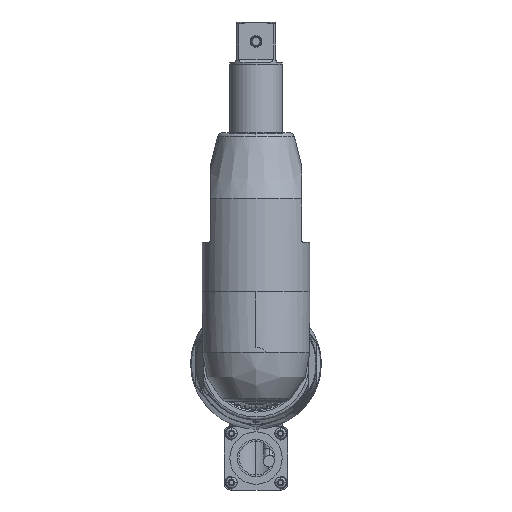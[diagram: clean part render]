
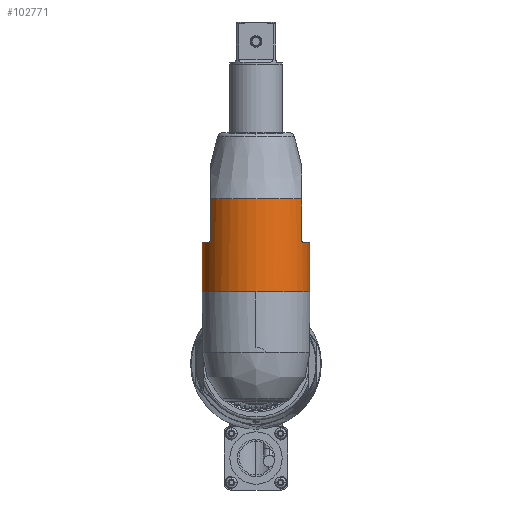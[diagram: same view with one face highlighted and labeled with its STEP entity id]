
A CAD part, left-side view. The second image highlights one B-rep face of the part: STEP entity #102771.
In plain terms, the highlighted cylindrical face has radius 26.162 mm (diameter 52.324 mm), a partial arc.
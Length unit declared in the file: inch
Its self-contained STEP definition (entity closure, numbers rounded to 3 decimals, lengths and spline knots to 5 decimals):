
#102365=DIRECTION('',(0.,0.,1.));
#102366=VECTOR('',#102365,0.801);
#102367=CARTESIAN_POINT('',(-18.78185,-0.8675,2.3505));
#102368=LINE('',#102367,#102366);
#102369=CARTESIAN_POINT('',(-18.78185,-0.8675,3.1515));
#102430=CARTESIAN_POINT('',(-18.23445,0.005,2.3205));
#102431=DIRECTION('',(0.,0.,1.));
#102432=DIRECTION('',(-0.482,-0.876,0.));
#102433=AXIS2_PLACEMENT_3D('',#102430,#102431,#102432);
#102435=DIRECTION('',(0.,0.,-1.));
#102436=VECTOR('',#102435,0.947);
#102437=CARTESIAN_POINT('',(-18.23445,-1.025,2.3205));
#102438=LINE('',#102437,#102436);
#102439=CARTESIAN_POINT('',(-18.23445,0.005,1.3735));
#102440=DIRECTION('',(0.,0.,-1.));
#102441=DIRECTION('',(0.,-1.,0.));
#102442=AXIS2_PLACEMENT_3D('',#102439,#102440,#102441);
#102444=DIRECTION('',(0.,0.,-1.));
#102445=VECTOR('',#102444,0.947);
#102446=CARTESIAN_POINT('',(-18.23445,1.035,2.3205));
#102447=LINE('',#102446,#102445);
#102448=CARTESIAN_POINT('',(-18.78185,0.8775,2.3505));
#102449=CARTESIAN_POINT('',(-18.78185,0.8775,2.34763));
#102450=CARTESIAN_POINT('',(-18.78055,0.87831,
2.34234));
#102451=CARTESIAN_POINT('',(-18.77614,0.88106,
2.33578));
#102452=CARTESIAN_POINT('',(-18.76981,0.88495,
2.33038));
#102453=CARTESIAN_POINT('',(-18.7623,0.88948,
2.32626));
#102454=CARTESIAN_POINT('',(-18.75323,0.89484,
2.32306));
#102455=CARTESIAN_POINT('',(-18.74273,0.90088,
2.321));
#102456=CARTESIAN_POINT('',(-18.73494,0.90524,2.3205));
#102457=CARTESIAN_POINT('',(-18.73083,0.9075,2.3205));
#102459=CARTESIAN_POINT('',(-18.23445,0.005,3.1515));
#102460=DIRECTION('',(0.,0.,-1.));
#102461=DIRECTION('',(-0.531,-0.847,0.));
#102462=AXIS2_PLACEMENT_3D('',#102459,#102460,#102461);
#102464=CARTESIAN_POINT('',(-18.73083,-0.8975,2.3205));
#102465=CARTESIAN_POINT('',(-18.73494,-0.89524,2.3205));
#102466=CARTESIAN_POINT('',(-18.74273,-0.89088,
2.321));
#102467=CARTESIAN_POINT('',(-18.75323,-0.88484,
2.32306));
#102468=CARTESIAN_POINT('',(-18.7623,-0.87948,
2.32626));
#102469=CARTESIAN_POINT('',(-18.76981,-0.87495,
2.33038));
#102470=CARTESIAN_POINT('',(-18.77614,-0.87106,
2.33578));
#102471=CARTESIAN_POINT('',(-18.78055,-0.86831,
2.34234));
#102472=CARTESIAN_POINT('',(-18.78185,-0.8675,2.34763));
#102473=CARTESIAN_POINT('',(-18.78185,-0.8675,2.3505));
#102480=CARTESIAN_POINT('',(-18.23445,0.005,2.3205));
#102481=DIRECTION('',(0.,0.,1.));
#102482=DIRECTION('',(0.,1.,0.));
#102483=AXIS2_PLACEMENT_3D('',#102480,#102481,#102482);
#102515=CARTESIAN_POINT('',(-18.78185,0.8775,3.1515));
#102517=DIRECTION('',(0.,0.,1.));
#102518=VECTOR('',#102517,0.801);
#102519=CARTESIAN_POINT('',(-18.78185,0.8775,2.3505));
#102520=LINE('',#102519,#102518);
#102582=CARTESIAN_POINT('',(-18.23445,-1.025,1.3735));
#102583=CARTESIAN_POINT('',(-18.23445,1.035,1.3735));
#102584=VERTEX_POINT('',#102582);
#102585=VERTEX_POINT('',#102583);
#102589=CARTESIAN_POINT('',(-18.23445,1.035,2.3205));
#102591=VERTEX_POINT('',#102589);
#102593=CARTESIAN_POINT('',(-18.73083,0.9075,2.3205));
#102594=VERTEX_POINT('',#102593);
#102595=CARTESIAN_POINT('',(-18.78185,0.8775,2.3505));
#102596=VERTEX_POINT('',#102595);
#102597=VERTEX_POINT('',#102515);
#102600=CARTESIAN_POINT('',(-18.23445,-1.025,2.3205));
#102602=VERTEX_POINT('',#102600);
#102605=VERTEX_POINT('',#102369);
#102606=CARTESIAN_POINT('',(-18.73083,-0.8975,2.3205));
#102607=VERTEX_POINT('',#102606);
#102608=VERTEX_POINT('',#102473);
#102748=CARTESIAN_POINT('',(-18.23445,0.005,0.74595));
#102749=DIRECTION('',(0.,0.,1.));
#102750=DIRECTION('',(0.,1.,0.));
#102751=AXIS2_PLACEMENT_3D('',#102748,#102749,#102750);
#102752=CYLINDRICAL_SURFACE('',#102751,1.03);
#102753=ORIENTED_EDGE('',*,*,#102741,.T.);
#102754=ORIENTED_EDGE('',*,*,#102730,.T.);
#102756=ORIENTED_EDGE('',*,*,#102755,.T.);
#102757=ORIENTED_EDGE('',*,*,#102726,.F.);
#102759=ORIENTED_EDGE('',*,*,#102758,.T.);
#102761=ORIENTED_EDGE('',*,*,#102760,.F.);
#102763=ORIENTED_EDGE('',*,*,#102762,.T.);
#102765=ORIENTED_EDGE('',*,*,#102764,.F.);
#102766=ORIENTED_EDGE('',*,*,#102696,.F.);
#102768=ORIENTED_EDGE('',*,*,#102767,.F.);
#102769=EDGE_LOOP('',(#102753,#102754,#102756,#102757,#102759,#102761,#102763,
#102765,#102766,#102768));
#102770=FACE_OUTER_BOUND('',#102769,.F.);
#102771=ADVANCED_FACE('',(#102770),#102752,.T.);
#102434=CIRCLE('',#102433,1.03);
#102443=CIRCLE('',#102442,1.03);
#102458=B_SPLINE_CURVE_WITH_KNOTS('',3,(#102448,#102449,#102450,#102451,#102452,
#102453,#102454,#102455,#102456,#102457),.UNSPECIFIED.,.F.,.F.,(4,1,1,1,1,1,1,
4),(0.,0.14286,0.28571,0.42857,
0.57143,0.71429,0.85714,1.),.UNSPECIFIED.);
#102463=CIRCLE('',#102462,1.03);
#102474=B_SPLINE_CURVE_WITH_KNOTS('',3,(#102464,#102465,#102466,#102467,#102468,
#102469,#102470,#102471,#102472,#102473),.UNSPECIFIED.,.F.,.F.,(4,1,1,1,1,1,1,
4),(0.,0.14286,0.28571,0.42857,
0.57143,0.71429,0.85714,1.),.UNSPECIFIED.);
#102484=CIRCLE('',#102483,1.03);
#102696=EDGE_CURVE('',#102608,#102605,#102368,.T.);
#102726=EDGE_CURVE('',#102591,#102585,#102447,.T.);
#102730=EDGE_CURVE('',#102602,#102584,#102438,.T.);
#102741=EDGE_CURVE('',#102607,#102602,#102434,.T.);
#102755=EDGE_CURVE('',#102584,#102585,#102443,.T.);
#102758=EDGE_CURVE('',#102591,#102594,#102484,.T.);
#102760=EDGE_CURVE('',#102596,#102594,#102458,.T.);
#102762=EDGE_CURVE('',#102596,#102597,#102520,.T.);
#102764=EDGE_CURVE('',#102605,#102597,#102463,.T.);
#102767=EDGE_CURVE('',#102607,#102608,#102474,.T.);
